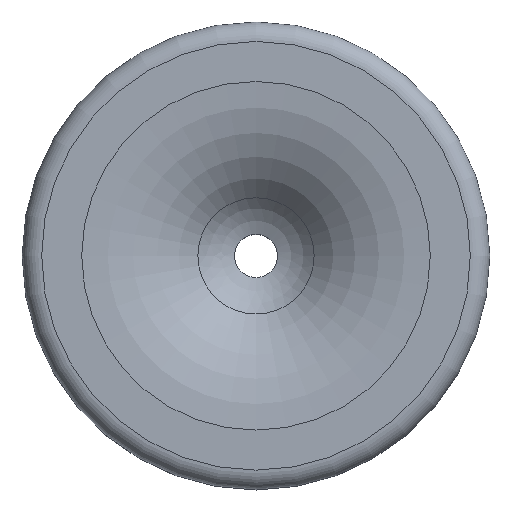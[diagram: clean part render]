
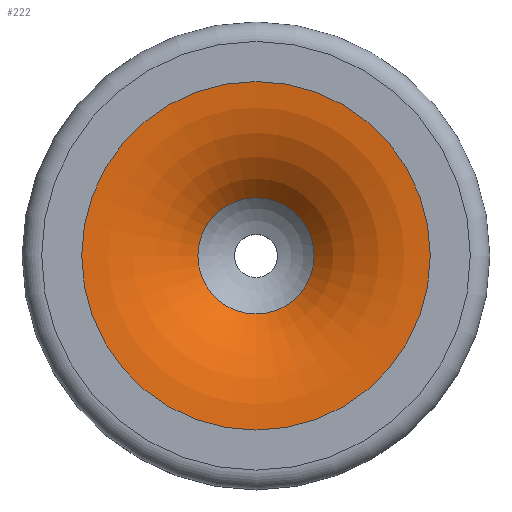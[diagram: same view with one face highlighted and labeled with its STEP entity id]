
A CAD part, top view. The second image highlights one B-rep face of the part: STEP entity #222.
In plain terms, the highlighted toroidal (fillet/blend) face has major radius 8.944 mm and minor radius 8 mm.
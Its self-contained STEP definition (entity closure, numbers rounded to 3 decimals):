
#36=FACE_OUTER_BOUND('',#51,.T.);
#51=EDGE_LOOP('',(#164,#165,#166,#167));
#71=CIRCLE('',#248,2.981);
#72=CIRCLE('',#249,8.);
#73=CIRCLE('',#250,8.944);
#99=VERTEX_POINT('',#394);
#100=VERTEX_POINT('',#396);
#123=EDGE_CURVE('',#99,#99,#71,.T.);
#124=EDGE_CURVE('',#99,#100,#72,.T.);
#125=EDGE_CURVE('',#100,#100,#73,.T.);
#164=ORIENTED_EDGE('',*,*,#123,.T.);
#165=ORIENTED_EDGE('',*,*,#124,.T.);
#166=ORIENTED_EDGE('',*,*,#125,.T.);
#167=ORIENTED_EDGE('',*,*,#124,.F.);
#212=TOROIDAL_SURFACE('',#247,8.944,8.);
#222=ADVANCED_FACE('',(#36),#212,.T.);
#247=AXIS2_PLACEMENT_3D('',#393,#307,#308);
#248=AXIS2_PLACEMENT_3D('',#395,#309,#310);
#249=AXIS2_PLACEMENT_3D('',#397,#311,#312);
#250=AXIS2_PLACEMENT_3D('',#398,#313,#314);
#307=DIRECTION('center_axis',(0.,0.,1.));
#308=DIRECTION('ref_axis',(1.,0.,0.));
#309=DIRECTION('center_axis',(0.,0.,-1.));
#310=DIRECTION('ref_axis',(0.,1.,0.));
#311=DIRECTION('center_axis',(0.,-1.,0.));
#312=DIRECTION('ref_axis',(-1.,0.,0.));
#313=DIRECTION('center_axis',(0.,0.,1.));
#314=DIRECTION('ref_axis',(0.,1.,0.));
#393=CARTESIAN_POINT('Origin',(0.,12.5,-2.));
#394=CARTESIAN_POINT('',(-2.981,12.5,3.333));
#395=CARTESIAN_POINT('Origin',(0.,12.5,3.333));
#396=CARTESIAN_POINT('',(-8.944,12.5,6.));
#397=CARTESIAN_POINT('Origin',(-8.944,12.5,-2.));
#398=CARTESIAN_POINT('Origin',(0.,12.5,6.));
